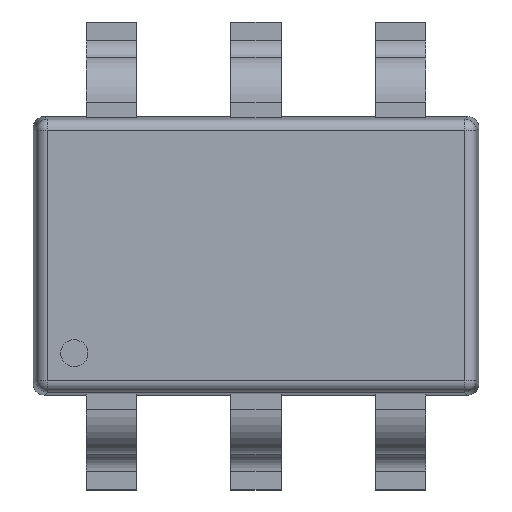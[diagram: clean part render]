
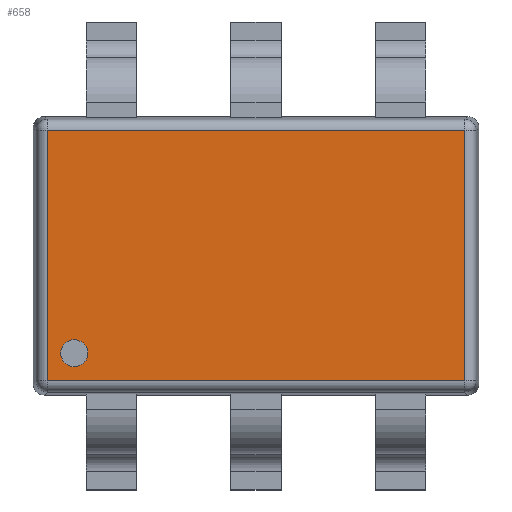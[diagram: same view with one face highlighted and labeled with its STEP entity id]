
A CAD part, top view. The second image highlights one B-rep face of the part: STEP entity #658.
In plain terms, the highlighted planar face has unit normal (0, 0, 1).
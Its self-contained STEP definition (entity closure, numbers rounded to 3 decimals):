
#294=CARTESIAN_POINT('',(-0.815,-0.499,0.95));
#295=VERTEX_POINT('',#294);
#296=CARTESIAN_POINT('',(-0.815,-0.438,0.95));
#297=DIRECTION('',(0.0,0.0,-1.0));
#298=DIRECTION('',(0.0,1.0,0.0));
#299=AXIS2_PLACEMENT_3D('',#296,#297,#298);
#300=CIRCLE('',#299,0.061);
#301=EDGE_CURVE('',#295,#295,#300,.T.);
#572=CARTESIAN_POINT('',(0.937,0.562,0.95));
#573=VERTEX_POINT('',#572);
#582=CARTESIAN_POINT('',(-0.937,0.562,0.95));
#583=VERTEX_POINT('',#582);
#591=CARTESIAN_POINT('',(0.937,0.562,0.95));
#592=DIRECTION('',(-1.0,0.0,0.0));
#593=VECTOR('',#592,1.874);
#594=LINE('',#591,#593);
#595=EDGE_CURVE('',#573,#583,#594,.T.);
#625=CARTESIAN_POINT('',(-1.0,-0.625,0.95));
#626=DIRECTION('',(0.0,0.0,1.0));
#627=DIRECTION('',(0.0,-1.0,0.0));
#628=AXIS2_PLACEMENT_3D('',#625,#626,#627);
#629=PLANE('',#628);
#630=ORIENTED_EDGE('',*,*,#595,.T.);
#631=CARTESIAN_POINT('',(-0.937,-0.562,0.95));
#632=VERTEX_POINT('',#631);
#633=CARTESIAN_POINT('',(-0.937,-0.562,0.95));
#634=DIRECTION('',(0.0,1.0,0.0));
#635=VECTOR('',#634,1.124);
#636=LINE('',#633,#635);
#637=EDGE_CURVE('',#632,#583,#636,.T.);
#638=ORIENTED_EDGE('',*,*,#637,.F.);
#639=CARTESIAN_POINT('',(0.937,-0.562,0.95));
#640=VERTEX_POINT('',#639);
#641=CARTESIAN_POINT('',(0.937,-0.562,0.95));
#642=DIRECTION('',(-1.0,0.0,0.0));
#643=VECTOR('',#642,1.874);
#644=LINE('',#641,#643);
#645=EDGE_CURVE('',#640,#632,#644,.T.);
#646=ORIENTED_EDGE('',*,*,#645,.F.);
#647=CARTESIAN_POINT('',(0.937,-0.562,0.95));
#648=DIRECTION('',(0.0,1.0,0.0));
#649=VECTOR('',#648,1.124);
#650=LINE('',#647,#649);
#651=EDGE_CURVE('',#640,#573,#650,.T.);
#652=ORIENTED_EDGE('',*,*,#651,.T.);
#653=EDGE_LOOP('',(#630,#638,#646,#652));
#654=FACE_OUTER_BOUND('',#653,.T.);
#655=ORIENTED_EDGE('',*,*,#301,.T.);
#656=EDGE_LOOP('',(#655));
#657=FACE_BOUND('',#656,.T.);
#658=ADVANCED_FACE('',(#654,#657),#629,.T.);
